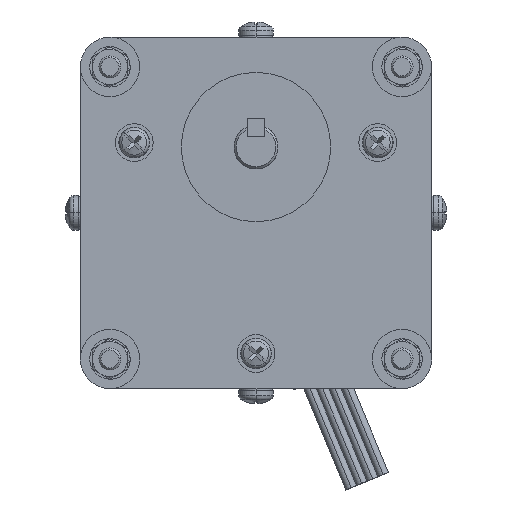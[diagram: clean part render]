
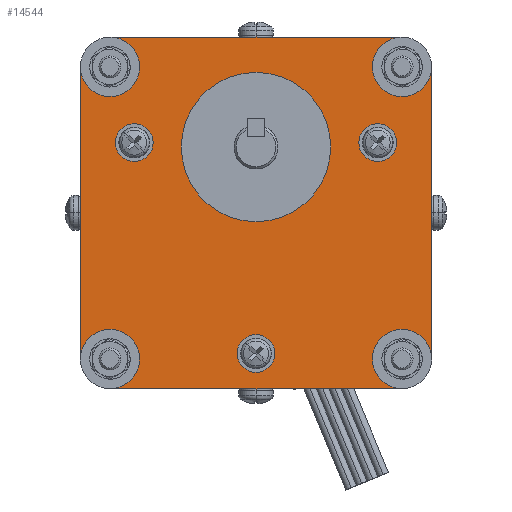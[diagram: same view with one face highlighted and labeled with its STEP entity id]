
A CAD part, left-side view. The second image highlights one B-rep face of the part: STEP entity #14544.
In plain terms, the highlighted planar face has unit normal (-1, 0, 0).
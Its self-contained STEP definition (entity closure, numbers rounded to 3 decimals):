
#13816=CARTESIAN_POINT('POINT14237',(0.7,40.,
   -48.25));
#13817=VERTEX_POINT('VERTEX14237',#13816);
#13824=CARTESIAN_POINT('POINT14238',(0.7,40.,
   18.25));
#13825=VERTEX_POINT('VERTEX14238',#13824);
#13826=CARTESIAN_POINT('POS19861',(0.7,40.,
   18.25));
#13827=DIRECTION('DIR29825',(0.,0.,-1.));
#13828=VECTOR('VEC9897',#13827,1.);
#13829=LINE('STRAIGHT9897',#13826,#13828);
#13830=EDGE_CURVE('EDGE22872',#13825,#13817,#13829,.T.);
#13846=CARTESIAN_POINT('POINT14239',(0.7,33.25,
   25.));
#13847=VERTEX_POINT('VERTEX14239',#13846);
#13870=CARTESIAN_POINT('POINT14241',(0.7,33.25,
   11.5));
#13871=VERTEX_POINT('VERTEX14241',#13870);
#13872=CARTESIAN_POINT('POS19867',(0.7,33.25,
   18.25));
#13873=DIRECTION('DIR29833',(1.,0.,0.));
#13874=DIRECTION('DIR29834',(0.,0.,-1.));
#13875=AXIS2_PLACEMENT_3D('AXIS9967',#13872,#13873,#13874);
#13876=CIRCLE('ELLIPSE4330',#13875,6.75);
#13877=EDGE_CURVE('EDGE22877',#13871,#13825,#13876,.T.);
#13897=EDGE_CURVE('EDGE22879',#13847,#13871,#13876,.T.);
#13911=CARTESIAN_POINT('POINT14243',(0.7,-33.25,
   25.));
#13912=VERTEX_POINT('VERTEX14243',#13911);
#13913=CARTESIAN_POINT('POS19871',(0.7,-33.25,
   25.));
#13914=DIRECTION('DIR29839',(0.,1.,0.));
#13915=VECTOR('VEC9903',#13914,1.);
#13916=LINE('STRAIGHT9903',#13913,#13915);
#13917=EDGE_CURVE('EDGE22881',#13912,#13847,#13916,.T.);
#13933=CARTESIAN_POINT('POINT14244',(0.7,-40.,
   18.25));
#13934=VERTEX_POINT('VERTEX14244',#13933);
#13957=CARTESIAN_POINT('POINT14246',(0.7,-26.5,
   18.25));
#13958=VERTEX_POINT('VERTEX14246',#13957);
#13959=CARTESIAN_POINT('POS19877',(0.7,-33.25,
   18.25));
#13960=DIRECTION('DIR29847',(1.,0.,0.));
#13961=DIRECTION('DIR29848',(0.,0.,-1.));
#13962=AXIS2_PLACEMENT_3D('AXIS9971',#13959,#13960,#13961);
#13963=CIRCLE('ELLIPSE4332',#13962,6.75);
#13964=EDGE_CURVE('EDGE22886',#13958,#13912,#13963,.T.);
#13985=EDGE_CURVE('EDGE22888',#13934,#13958,#13963,.T.);
#14006=CARTESIAN_POINT('POINT14248',(0.7,33.25,
   -55.));
#14007=VERTEX_POINT('VERTEX14248',#14006);
#14014=CARTESIAN_POINT('POINT14249',(0.7,26.5,
   -48.25));
#14015=VERTEX_POINT('VERTEX14249',#14014);
#14016=CARTESIAN_POINT('POS19883',(0.7,33.25,
   -48.25));
#14017=DIRECTION('DIR29856',(1.,0.,0.));
#14018=DIRECTION('DIR29857',(0.,0.,-1.));
#14019=AXIS2_PLACEMENT_3D('AXIS9974',#14016,#14017,#14018);
#14020=CIRCLE('ELLIPSE4334',#14019,6.75);
#14021=EDGE_CURVE('EDGE22892',#14015,#14007,#14020,.T.);
#14042=EDGE_CURVE('EDGE22894',#13817,#14015,#14020,.T.);
#14047=CARTESIAN_POINT('POINT14250',(0.7,0.,
   -42.7));
#14048=VERTEX_POINT('VERTEX14250',#14047);
#14055=CARTESIAN_POINT('POINT14251',(0.7,
   0.,-51.3));
#14056=VERTEX_POINT('VERTEX14251',#14055);
#14057=CARTESIAN_POINT('POS19887',(0.7,0.,
   -47.));
#14058=DIRECTION('DIR29862',(1.,0.,0.));
#14059=DIRECTION('DIR29863',(0.,0.,1.));
#14060=AXIS2_PLACEMENT_3D('AXIS9976',#14057,#14058,#14059);
#14061=CIRCLE('ELLIPSE4335',#14060,4.3);
#14062=EDGE_CURVE('EDGE22896',#14056,#14048,#14061,.T.);
#14082=EDGE_CURVE('EDGE22898',#14048,#14056,#14061,.T.);
#14087=CARTESIAN_POINT('POINT14252',(0.7,
   -27.713,5.3));
#14088=VERTEX_POINT('VERTEX14252',#14087);
#14095=CARTESIAN_POINT('POINT14253',(0.7,
   -27.713,-3.3));
#14096=VERTEX_POINT('VERTEX14253',#14095);
#14097=CARTESIAN_POINT('POS19891',(0.7,
   -27.713,1.));
#14098=DIRECTION('DIR29868',(1.,0.,0.));
#14099=DIRECTION('DIR29869',(0.,0.,1.));
#14100=AXIS2_PLACEMENT_3D('AXIS9978',#14097,#14098,#14099);
#14101=CIRCLE('ELLIPSE4336',#14100,4.3);
#14102=EDGE_CURVE('EDGE22900',#14096,#14088,#14101,.T.);
#14122=EDGE_CURVE('EDGE22902',#14088,#14096,#14101,.T.);
#14127=CARTESIAN_POINT('POINT14254',(0.7,
   27.713,5.3));
#14128=VERTEX_POINT('VERTEX14254',#14127);
#14135=CARTESIAN_POINT('POINT14255',(0.7,
   27.713,-3.3));
#14136=VERTEX_POINT('VERTEX14255',#14135);
#14137=CARTESIAN_POINT('POS19895',(0.7,
   27.713,1.));
#14138=DIRECTION('DIR29874',(1.,0.,0.));
#14139=DIRECTION('DIR29875',(0.,0.,1.));
#14140=AXIS2_PLACEMENT_3D('AXIS9980',#14137,#14138,#14139);
#14141=CIRCLE('ELLIPSE4337',#14140,4.3);
#14142=EDGE_CURVE('EDGE22904',#14136,#14128,#14141,.T.);
#14162=EDGE_CURVE('EDGE22906',#14128,#14136,#14141,.T.);
#14167=CARTESIAN_POINT('POINT14256',(0.7,
   0.,17.));
#14168=VERTEX_POINT('VERTEX14256',#14167);
#14176=CARTESIAN_POINT('POINT14257',(0.7,
   0.,-17.));
#14177=VERTEX_POINT('VERTEX14257',#14176);
#14184=CARTESIAN_POINT('POS19900',(0.7,0.,
   0.));
#14185=DIRECTION('DIR29881',(1.,0.,0.));
#14186=DIRECTION('DIR29882',(0.,0.,1.));
#14187=AXIS2_PLACEMENT_3D('AXIS9982',#14184,#14185,#14186);
#14188=CIRCLE('ELLIPSE4338',#14187,17.);
#14189=EDGE_CURVE('EDGE22909',#14168,#14177,#14188,.T.);
#14200=EDGE_CURVE('EDGE22910',#14177,#14168,#14188,.T.);
#14415=CARTESIAN_POINT('POINT14269',(0.7,-40.,
   -48.25));
#14416=VERTEX_POINT('VERTEX14269',#14415);
#14417=CARTESIAN_POINT('POS19922',(0.7,-40.,-15.));
#14418=DIRECTION('DIR29916',(0.,0.,1.));
#14419=VECTOR('VEC9928',#14418,1.);
#14420=LINE('STRAIGHT9928',#14417,#14419);
#14421=EDGE_CURVE('EDGE22932',#14416,#13934,#14420,.T.);
#14477=CARTESIAN_POINT('POINT14271',(0.7,-33.25,
   -55.));
#14478=VERTEX_POINT('VERTEX14271',#14477);
#14485=CARTESIAN_POINT('POS19929',(0.7,33.25,
   -55.));
#14486=DIRECTION('DIR29926',(0.,-1.,0.));
#14487=VECTOR('VEC9932',#14486,1.);
#14488=LINE('STRAIGHT9932',#14485,#14487);
#14489=EDGE_CURVE('EDGE22937',#14007,#14478,#14488,.T.);
#14500=ORIENTED_EDGE('COEDGE45848',*,*,#14200,.T.);
#14501=ORIENTED_EDGE('COEDGE45849',*,*,#14189,.T.);
#14502=EDGE_LOOP('NONE',(#14500,#14501));
#14503=FACE_BOUND('LOOP1',#14502,.T.);
#14504=ORIENTED_EDGE('COEDGE45850',*,*,#14162,.T.);
#14505=ORIENTED_EDGE('COEDGE45851',*,*,#14142,.T.);
#14506=EDGE_LOOP('NONE',(#14504,#14505));
#14507=FACE_BOUND('LOOP1',#14506,.T.);
#14508=ORIENTED_EDGE('COEDGE45852',*,*,#14122,.T.);
#14509=ORIENTED_EDGE('COEDGE45853',*,*,#14102,.T.);
#14510=EDGE_LOOP('NONE',(#14508,#14509));
#14511=FACE_BOUND('LOOP1',#14510,.T.);
#14512=ORIENTED_EDGE('COEDGE45854',*,*,#14082,.T.);
#14513=ORIENTED_EDGE('COEDGE45855',*,*,#14062,.T.);
#14514=EDGE_LOOP('NONE',(#14512,#14513));
#14515=FACE_BOUND('LOOP1',#14514,.T.);
#14516=ORIENTED_EDGE('COEDGE45856',*,*,#14042,.T.);
#14517=ORIENTED_EDGE('COEDGE45857',*,*,#14021,.T.);
#14518=ORIENTED_EDGE('COEDGE45858',*,*,#14489,.T.);
#14519=CARTESIAN_POINT('POINT14272',(0.7,-33.25,
   -41.5));
#14520=VERTEX_POINT('VERTEX14272',#14519);
#14521=CARTESIAN_POINT('POS19931',(0.7,-33.25,
   -48.25));
#14522=DIRECTION('DIR29929',(1.,0.,0.));
#14523=DIRECTION('DIR29930',(0.,0.,-1.));
#14524=AXIS2_PLACEMENT_3D('AXIS9999',#14521,#14522,#14523);
#14525=CIRCLE('ELLIPSE4347',#14524,6.75);
#14526=EDGE_CURVE('EDGE22938',#14478,#14520,#14525,.T.);
#14527=ORIENTED_EDGE('COEDGE45859',*,*,#14526,.T.);
#14528=EDGE_CURVE('EDGE22939',#14520,#14416,#14525,.T.);
#14529=ORIENTED_EDGE('COEDGE45860',*,*,#14528,.T.);
#14530=ORIENTED_EDGE('COEDGE45861',*,*,#14421,.T.);
#14531=ORIENTED_EDGE('COEDGE45862',*,*,#13985,.T.);
#14532=ORIENTED_EDGE('COEDGE45863',*,*,#13964,.T.);
#14533=ORIENTED_EDGE('COEDGE45864',*,*,#13917,.T.);
#14534=ORIENTED_EDGE('COEDGE45865',*,*,#13897,.T.);
#14535=ORIENTED_EDGE('COEDGE45866',*,*,#13877,.T.);
#14536=ORIENTED_EDGE('COEDGE45867',*,*,#13830,.T.);
#14537=EDGE_LOOP('NONE',(#14516,#14517,#14518,#14527,#14529,#14530,
   #14531,#14532,#14533,#14534,#14535,#14536));
#14538=FACE_BOUND('LOOP1',#14537,.T.);
#14539=CARTESIAN_POINT('POS19932',(0.7,0.,
   -15.));
#14540=DIRECTION('DIR29931',(1.,0.,0.));
#14541=DIRECTION('DIR29932',(0.,1.,0.));
#14542=AXIS2_PLACEMENT_3D('AXIS10000',#14539,#14540,#14541);
#14543=PLANE('PLANE3930',#14542);
#14544=ADVANCED_FACE('FACE9421',(#14503,#14507,#14511,#14515,#14538),
   #14543,.F.);
